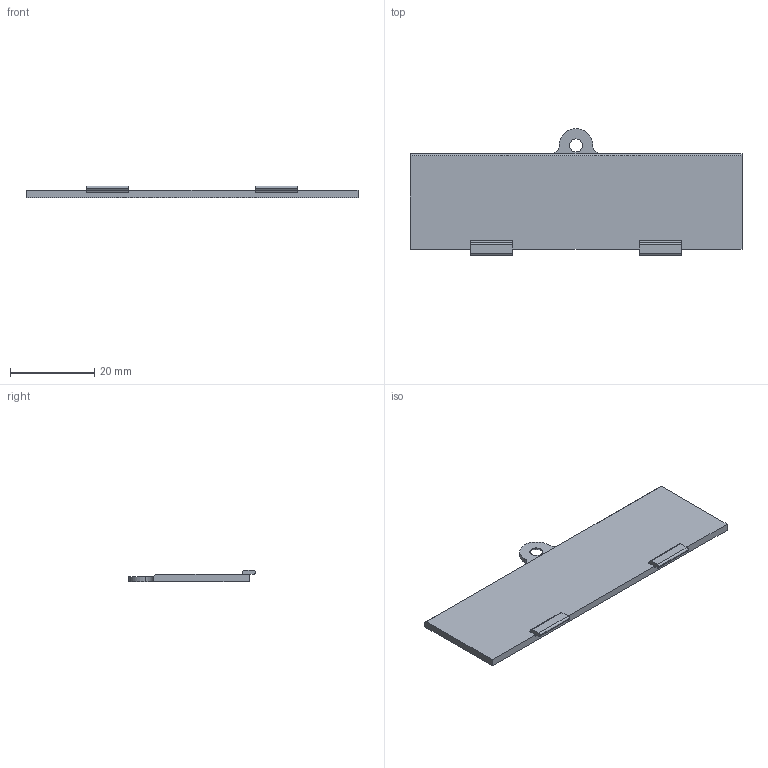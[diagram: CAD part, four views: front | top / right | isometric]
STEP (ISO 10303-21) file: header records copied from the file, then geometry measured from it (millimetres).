
FILE_DESCRIPTION(('FreeCAD Model'),'2;1');
FILE_NAME('Open CASCADE Shape Model','2025-10-18T09:58:35',('Author'),( ''),'Open CASCADE STEP processor 7.9','FreeCAD','Unknown');
FILE_SCHEMA(('AUTOMOTIVE_DESIGN { 1 0 10303 214 1 1 1 1 }'));
Length unit declared in the file: millimetre
Products named in the file (1): Battery Tab
Bounding box: 79 x 30.15 x 2.8 mm (x, y, z)
Volume: 3306.5 mm3; surface area: 4099.9 mm2
Topology: 1 solids, 1 shells, 35 faces, 98 edges, 65 vertices
Faces by surface type: plane 20, cylinder 14, cone 1
Full cylindrical faces by diameter (mm): 3.1 x1
Entity records: 1159 total; most frequent: CARTESIAN_POINT 199, DIRECTION 199, ORIENTED_EDGE 196, EDGE_CURVE 98, LINE 69, VECTOR 69, AXIS2_PLACEMENT_3D 65, VERTEX_POINT 65
